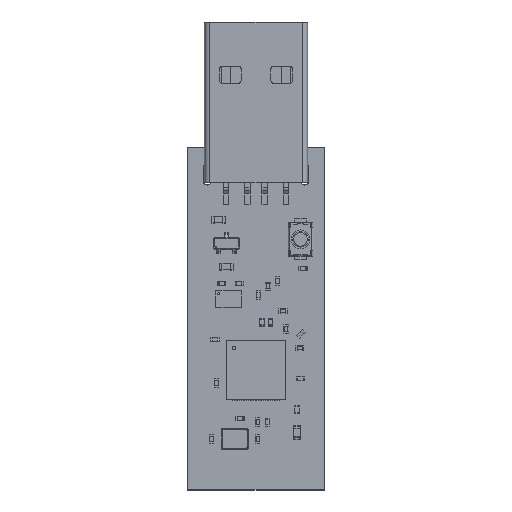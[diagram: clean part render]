
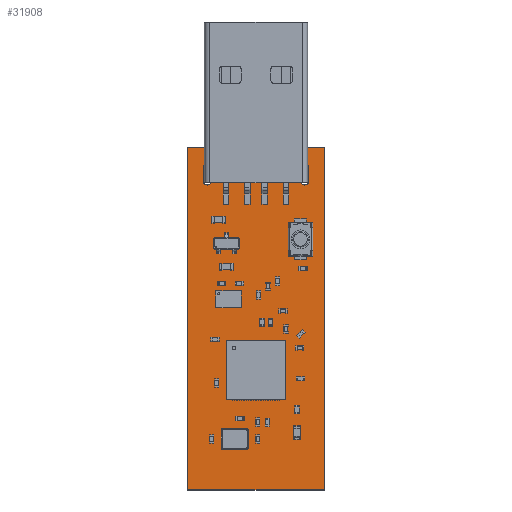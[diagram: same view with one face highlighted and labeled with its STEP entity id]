
A CAD part, top view. The second image highlights one B-rep face of the part: STEP entity #31908.
In plain terms, the highlighted planar face has unit normal (0, 0, 1).
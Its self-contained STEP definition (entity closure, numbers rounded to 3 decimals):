
#31702 = VERTEX_POINT('',#31703);
#31703 = CARTESIAN_POINT('',(127.5,-92.1,1.51));
#31709 = EDGE_CURVE('',#31702,#31710,#31712,.T.);
#31710 = VERTEX_POINT('',#31711);
#31711 = CARTESIAN_POINT('',(111.5,-92.1,1.51));
#31712 = LINE('',#31713,#31714);
#31713 = CARTESIAN_POINT('',(127.5,-92.1,1.51));
#31714 = VECTOR('',#31715,1.);
#31715 = DIRECTION('',(-1.,0.,0.));
#31742 = VERTEX_POINT('',#31743);
#31743 = CARTESIAN_POINT('',(127.5,-52.1,1.51));
#31749 = EDGE_CURVE('',#31742,#31702,#31750,.T.);
#31750 = LINE('',#31751,#31752);
#31751 = CARTESIAN_POINT('',(127.5,-52.1,1.51));
#31752 = VECTOR('',#31753,1.);
#31753 = DIRECTION('',(0.,-1.,0.));
#31771 = EDGE_CURVE('',#31710,#31772,#31774,.T.);
#31772 = VERTEX_POINT('',#31773);
#31773 = CARTESIAN_POINT('',(111.5,-52.1,1.51));
#31774 = LINE('',#31775,#31776);
#31775 = CARTESIAN_POINT('',(111.5,-92.1,1.51));
#31776 = VECTOR('',#31777,1.);
#31777 = DIRECTION('',(0.,1.,0.));
#31908 = ADVANCED_FACE('',(#31909,#31920,#31956,#31967,#31978),#32014,
  .T.);
#31909 = FACE_BOUND('',#31910,.T.);
#31910 = EDGE_LOOP('',(#31911,#31912,#31913,#31919));
#31911 = ORIENTED_EDGE('',*,*,#31709,.F.);
#31912 = ORIENTED_EDGE('',*,*,#31749,.F.);
#31913 = ORIENTED_EDGE('',*,*,#31914,.F.);
#31914 = EDGE_CURVE('',#31772,#31742,#31915,.T.);
#31915 = LINE('',#31916,#31917);
#31916 = CARTESIAN_POINT('',(111.5,-52.1,1.51));
#31917 = VECTOR('',#31918,1.);
#31918 = DIRECTION('',(1.,0.,0.));
#31919 = ORIENTED_EDGE('',*,*,#31771,.F.);
#31920 = FACE_BOUND('',#31921,.T.);
#31921 = EDGE_LOOP('',(#31922,#31933,#31941,#31950));
#31922 = ORIENTED_EDGE('',*,*,#31923,.T.);
#31923 = EDGE_CURVE('',#31924,#31926,#31928,.T.);
#31924 = VERTEX_POINT('',#31925);
#31925 = CARTESIAN_POINT('',(113.35,-54.4,1.51));
#31926 = VERTEX_POINT('',#31927);
#31927 = CARTESIAN_POINT('',(114.25,-54.4,1.51));
#31928 = CIRCLE('',#31929,0.45);
#31929 = AXIS2_PLACEMENT_3D('',#31930,#31931,#31932);
#31930 = CARTESIAN_POINT('',(113.8,-54.4,1.51));
#31931 = DIRECTION('',(0.,-0.,-1.));
#31932 = DIRECTION('',(1.,0.,-0.));
#31933 = ORIENTED_EDGE('',*,*,#31934,.T.);
#31934 = EDGE_CURVE('',#31926,#31935,#31937,.T.);
#31935 = VERTEX_POINT('',#31936);
#31936 = CARTESIAN_POINT('',(114.25,-56.,1.51));
#31937 = LINE('',#31938,#31939);
#31938 = CARTESIAN_POINT('',(114.25,-28.,1.51));
#31939 = VECTOR('',#31940,1.);
#31940 = DIRECTION('',(0.,-1.,0.));
#31941 = ORIENTED_EDGE('',*,*,#31942,.T.);
#31942 = EDGE_CURVE('',#31935,#31943,#31945,.T.);
#31943 = VERTEX_POINT('',#31944);
#31944 = CARTESIAN_POINT('',(113.35,-56.,1.51));
#31945 = CIRCLE('',#31946,0.45);
#31946 = AXIS2_PLACEMENT_3D('',#31947,#31948,#31949);
#31947 = CARTESIAN_POINT('',(113.8,-56.,1.51));
#31948 = DIRECTION('',(-0.,0.,-1.));
#31949 = DIRECTION('',(-1.,0.,0.));
#31950 = ORIENTED_EDGE('',*,*,#31951,.T.);
#31951 = EDGE_CURVE('',#31943,#31924,#31952,.T.);
#31952 = LINE('',#31953,#31954);
#31953 = CARTESIAN_POINT('',(113.35,-27.2,1.51));
#31954 = VECTOR('',#31955,1.);
#31955 = DIRECTION('',(-0.,1.,0.));
#31956 = FACE_BOUND('',#31957,.T.);
#31957 = EDGE_LOOP('',(#31958));
#31958 = ORIENTED_EDGE('',*,*,#31959,.T.);
#31959 = EDGE_CURVE('',#31960,#31960,#31962,.T.);
#31960 = VERTEX_POINT('',#31961);
#31961 = CARTESIAN_POINT('',(117.2,-55.75,1.51));
#31962 = CIRCLE('',#31963,0.55);
#31963 = AXIS2_PLACEMENT_3D('',#31964,#31965,#31966);
#31964 = CARTESIAN_POINT('',(117.2,-55.2,1.51));
#31965 = DIRECTION('',(-0.,0.,-1.));
#31966 = DIRECTION('',(-0.,-1.,0.));
#31967 = FACE_BOUND('',#31968,.T.);
#31968 = EDGE_LOOP('',(#31969));
#31969 = ORIENTED_EDGE('',*,*,#31970,.T.);
#31970 = EDGE_CURVE('',#31971,#31971,#31973,.T.);
#31971 = VERTEX_POINT('',#31972);
#31972 = CARTESIAN_POINT('',(121.8,-55.75,1.51));
#31973 = CIRCLE('',#31974,0.55);
#31974 = AXIS2_PLACEMENT_3D('',#31975,#31976,#31977);
#31975 = CARTESIAN_POINT('',(121.8,-55.2,1.51));
#31976 = DIRECTION('',(-0.,0.,-1.));
#31977 = DIRECTION('',(-0.,-1.,0.));
#31978 = FACE_BOUND('',#31979,.T.);
#31979 = EDGE_LOOP('',(#31980,#31991,#31999,#32008));
#31980 = ORIENTED_EDGE('',*,*,#31981,.T.);
#31981 = EDGE_CURVE('',#31982,#31984,#31986,.T.);
#31982 = VERTEX_POINT('',#31983);
#31983 = CARTESIAN_POINT('',(124.75,-54.4,1.51));
#31984 = VERTEX_POINT('',#31985);
#31985 = CARTESIAN_POINT('',(125.65,-54.4,1.51));
#31986 = CIRCLE('',#31987,0.45);
#31987 = AXIS2_PLACEMENT_3D('',#31988,#31989,#31990);
#31988 = CARTESIAN_POINT('',(125.2,-54.4,1.51));
#31989 = DIRECTION('',(0.,-0.,-1.));
#31990 = DIRECTION('',(1.,0.,-0.));
#31991 = ORIENTED_EDGE('',*,*,#31992,.T.);
#31992 = EDGE_CURVE('',#31984,#31993,#31995,.T.);
#31993 = VERTEX_POINT('',#31994);
#31994 = CARTESIAN_POINT('',(125.65,-56.,1.51));
#31995 = LINE('',#31996,#31997);
#31996 = CARTESIAN_POINT('',(125.65,-28.,1.51));
#31997 = VECTOR('',#31998,1.);
#31998 = DIRECTION('',(0.,-1.,0.));
#31999 = ORIENTED_EDGE('',*,*,#32000,.T.);
#32000 = EDGE_CURVE('',#31993,#32001,#32003,.T.);
#32001 = VERTEX_POINT('',#32002);
#32002 = CARTESIAN_POINT('',(124.75,-56.,1.51));
#32003 = CIRCLE('',#32004,0.45);
#32004 = AXIS2_PLACEMENT_3D('',#32005,#32006,#32007);
#32005 = CARTESIAN_POINT('',(125.2,-56.,1.51));
#32006 = DIRECTION('',(-0.,0.,-1.));
#32007 = DIRECTION('',(-1.,0.,0.));
#32008 = ORIENTED_EDGE('',*,*,#32009,.T.);
#32009 = EDGE_CURVE('',#32001,#31982,#32010,.T.);
#32010 = LINE('',#32011,#32012);
#32011 = CARTESIAN_POINT('',(124.75,-27.2,1.51));
#32012 = VECTOR('',#32013,1.);
#32013 = DIRECTION('',(-0.,1.,0.));
#32014 = PLANE('',#32015);
#32015 = AXIS2_PLACEMENT_3D('',#32016,#32017,#32018);
#32016 = CARTESIAN_POINT('',(0.,0.,1.51));
#32017 = DIRECTION('',(0.,0.,1.));
#32018 = DIRECTION('',(1.,0.,-0.));
